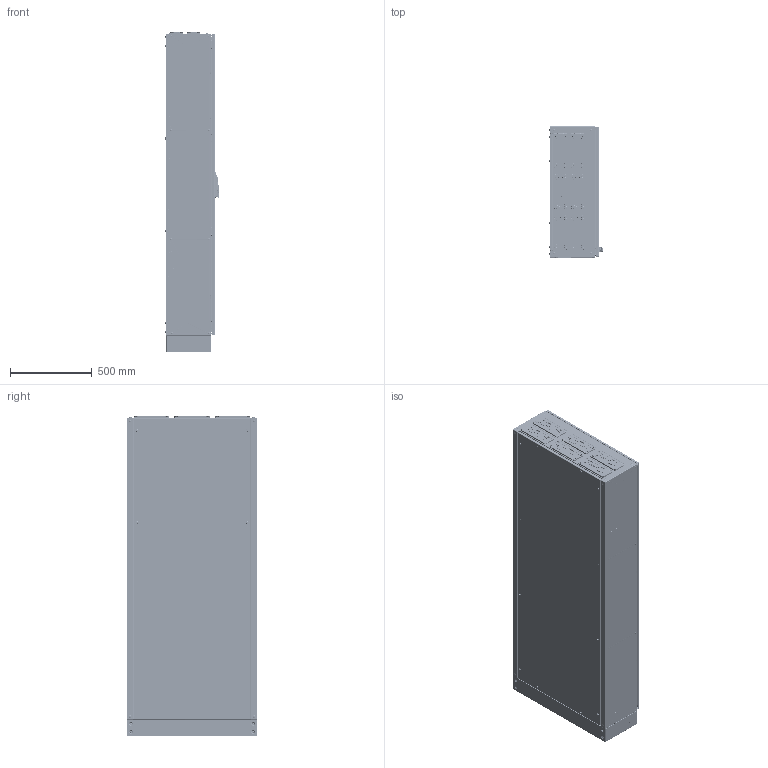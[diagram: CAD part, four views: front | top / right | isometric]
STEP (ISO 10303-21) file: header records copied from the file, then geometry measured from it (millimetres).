
FILE_DESCRIPTION((''),'2;1');
FILE_NAME('001325103_HXS300_3-12_PH1_ASM','2023-02-07T07:34:41',('klemen.sitar'),('Audax d.o.o.'),'CREO PARAMETRIC BY PTC INC, 2021304','CREO PARAMETRIC BY PTC INC, 2021304','');
FILE_SCHEMA(('AP242_MANAGED_MODEL_BASED_3D_ENGINEERING_MIM_LF { 1 0 10303 442 1 1 4 }'));
Products named in the file (42): PLECY-2-12_1_2_1_1_1_1_1_2_3__2; PLECY-2-12_1_2_1_1_1_1_1_1_2__2; PLECY-2-12_1_2_2_1_1_2_1_1_1__1; PLECY-2-12_1_2_2_1_1_2_1_1_1__2; PLECY-2-12_1_2_1_1_1_1_1_1_1__1; PLECY-2-12_1_2_1_1_1_1_1_1_1__9; PLECY-2-12_1_2_1_1_1_1_1_1_1__8_ASM; BACK_ASM_1_ASM_1_ASM; BP_1_1_1_1_1_1_1_1; PRT0008_1_1_1_1_1_1_1_1; PRT0010_1_1_1_1_1_1_1_1; 001338467_EH2_AL_IPS_ASM_1_AS_2_ASM; METAL_CABLE_GLAND_ASM_1_ASM_1_ASM; BODY-2-12; BODY_ASM_1_ASM_1_ASM; EH-TKC-36-S_1_2_3_4_5_6_1_1_1_1; EH-TKC-36-S_1_2_3_4_5_6_2_1_1_1; EH-TKC-36-S_1_2_3_4_5_6_3_1_1_1; EH-TKC-36-S_1_2_3_4_5_6_4_1_1_1; EH-TKC-36-S_1_2_3_4_5_6_5_1_1_1; NAKR_TKI_SZE_CIOK_TNE_Z_KO_-408; NAKR_TKI_SZE_CIOK_TNE_Z_KO_-409; NAKR_TKI_SZE_CIOK_TNE_Z_KO_-410; NAKR_TKI_SZE_CIOK_TNE_Z_KO_-411; EH-TKC-36-S_1_2_3_4_5_6_ASM_1_A_ASM; MEMBRANE_CABLE_GLAND_ASM_1_ASM__ASM; DEL_1_1; P3_1_1_1_1_1_1_1_1_1; DRZ-2X12_1_2_1_1_1_1_1_1_1_1__2; PRT-DOOR1_1_1_1_1_1_1_1_1_1_1; DRZ-2X12_1_2_2_1_1_1_1_1_1_1__2; PRT0002_1_1_1_1_1_1_1_1_1; PRT0003_1_1_1_1_1_1_1_1_1; PRT0005_1_1_1_1_1_1_1_1_1_1_1_1; TMP-DOOR-4_ASM_1_ASM; X1_1_1_1_2_3_4_5_6_7_1_1_1; P4_1_1_1_1_1_1_1_2_3_4_5_6_1_1_; PP3-SCREW_1_1_1_1_1_1_1_2_3_4_6; ASM0006_ASM_1_ASM_1_ASM_1_ASM; PRT0003_1_1_1 ...
Assembly tree (68 placements, depth 4):
  001325103_HXS300_3-12_PH1_ASM
    BACK_ASM_1_ASM_1_ASM
      PLECY-2-12_1_2_1_1_1_1_1_2_3__2
      PLECY-2-12_1_2_1_1_1_1_1_1_2__2
      PLECY-2-12_1_2_2_1_1_2_1_1_1__1  x6
      PLECY-2-12_1_2_2_1_1_2_1_1_1__2  x6
      PLECY-2-12_1_2_1_1_1_1_1_1_1__8_ASM
        PLECY-2-12_1_2_1_1_1_1_1_1_1__1
        PLECY-2-12_1_2_1_1_1_1_1_1_1__9
    METAL_CABLE_GLAND_ASM_1_ASM_1_ASM
      001338467_EH2_AL_IPS_ASM_1_AS_2_ASM  x3
        BP_1_1_1_1_1_1_1_1
        PRT0008_1_1_1_1_1_1_1_1
        PRT0010_1_1_1_1_1_1_1_1
    BODY_ASM_1_ASM_1_ASM
      BODY-2-12
    MEMBRANE_CABLE_GLAND_ASM_1_ASM__ASM
      EH-TKC-36-S_1_2_3_4_5_6_ASM_1_A_ASM  x6
        EH-TKC-36-S_1_2_3_4_5_6_1_1_1_1
        EH-TKC-36-S_1_2_3_4_5_6_2_1_1_1
        EH-TKC-36-S_1_2_3_4_5_6_3_1_1_1
        EH-TKC-36-S_1_2_3_4_5_6_4_1_1_1
        EH-TKC-36-S_1_2_3_4_5_6_5_1_1_1
        NAKR_TKI_SZE_CIOK_TNE_Z_KO_-408
        NAKR_TKI_SZE_CIOK_TNE_Z_KO_-409
        NAKR_TKI_SZE_CIOK_TNE_Z_KO_-410
        NAKR_TKI_SZE_CIOK_TNE_Z_KO_-411
    TMP-DOOR-4_ASM_1_ASM
      DEL_1_1
      P3_1_1_1_1_1_1_1_1_1
      DRZ-2X12_1_2_1_1_1_1_1_1_1_1__2
      PRT-DOOR1_1_1_1_1_1_1_1_1_1_1
      DRZ-2X12_1_2_2_1_1_1_1_1_1_1__2
      PRT0002_1_1_1_1_1_1_1_1_1
      PRT0003_1_1_1_1_1_1_1_1_1
      PRT0005_1_1_1_1_1_1_1_1_1_1_1_1
    PLINTH_ASM_1_ASM_1_ASM
      X1_1_1_1_2_3_4_5_6_7_1_1_1  x2
      ASM0006_ASM_1_ASM_1_ASM_1_ASM  x2
        P4_1_1_1_1_1_1_1_2_3_4_5_6_1_1_
        PP3-SCREW_1_1_1_1_1_1_1_2_3_4_6
      PRT0003_1_1_1
Bounding box: 325.94 x 802.01 x 1959.5 mm (x, y, z)
Volume: 10486272 mm3; surface area: 12495672.5 mm2
Topology: 88 solids, 126 shells, 13287 faces, 36381 edges, 24036 vertices
Faces by surface type: cylinder 6082, plane 4592, cone 1147, torus 870, sphere 370, bspline 193, revolution 21, extrusion 12
Entity records: 265592 total; most frequent: CARTESIAN_POINT 57970, DIRECTION 33388, ORIENTED_EDGE 30787, EDGE_CURVE 15443, PRESENTATION_STYLE_ASSIGNMENT 13678, STYLED_ITEM 13677, AXIS2_PLACEMENT_3D 13170, CURVE_STYLE 11376
